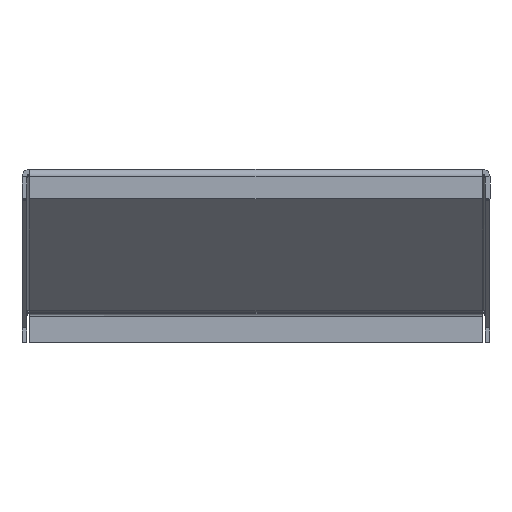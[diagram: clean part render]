
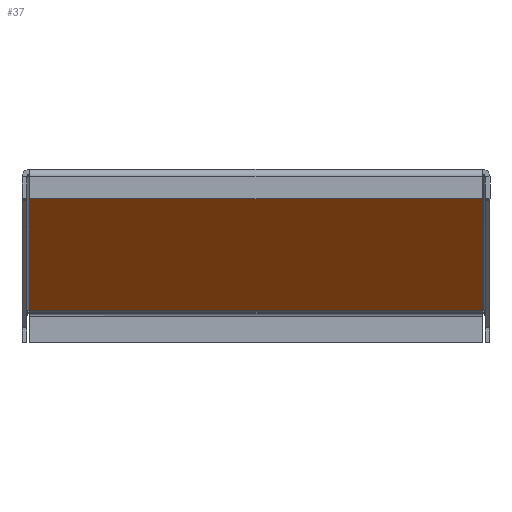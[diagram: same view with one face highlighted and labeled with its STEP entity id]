
A CAD part, top view. The second image highlights one B-rep face of the part: STEP entity #37.
In plain terms, the highlighted planar face has unit normal (0, -0.707, 0.707).
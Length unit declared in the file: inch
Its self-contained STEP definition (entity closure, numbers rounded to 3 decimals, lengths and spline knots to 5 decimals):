
#25 = CARTESIAN_POINT ( 'NONE',  ( 2.875, 2.2157, -1.5963 ) ) ;
#37 = ADVANCED_FACE ( 'NONE', ( #681 ), #1521, .F. ) ;
#151 = VECTOR ( 'NONE', #2525, 39.37008 ) ;
#328 = EDGE_CURVE ( 'NONE', #1049, #2750, #2105, .T. ) ;
#330 = CARTESIAN_POINT ( 'NONE',  ( 2.875, 3.92675, 0.11475 ) ) ;
#416 = EDGE_CURVE ( 'NONE', #1469, #1096, #1709, .T. ) ;
#437 = CARTESIAN_POINT ( 'NONE',  ( 2.875, 1.89295, -1.91905 ) ) ;
#457 = DIRECTION ( 'NONE',  ( 1., 0., 0. ) ) ;
#505 = CARTESIAN_POINT ( 'NONE',  ( -2.875, 3.92675, 0.11475 ) ) ;
#681 = FACE_OUTER_BOUND ( 'NONE', #1187, .T. ) ;
#702 = LINE ( 'NONE', #505, #1954 ) ;
#850 = ORIENTED_EDGE ( 'NONE', *, *, #1333, .F. ) ;
#962 = AXIS2_PLACEMENT_3D ( 'NONE', #1700, #2568, #2361 ) ;
#1049 = VERTEX_POINT ( 'NONE', #1573 ) ;
#1055 = DIRECTION ( 'NONE',  ( 0., -0.707, -0.707 ) ) ;
#1068 = CARTESIAN_POINT ( 'NONE',  ( -2.875, 1.89295, -1.91905 ) ) ;
#1096 = VERTEX_POINT ( 'NONE', #330 ) ;
#1187 = EDGE_LOOP ( 'NONE', ( #850, #2353, #1804, #1565 ) ) ;
#1333 = EDGE_CURVE ( 'NONE', #1049, #1096, #702, .T. ) ;
#1469 = VERTEX_POINT ( 'NONE', #25 ) ;
#1521 = PLANE ( 'NONE',  #962 ) ;
#1565 = ORIENTED_EDGE ( 'NONE', *, *, #416, .T. ) ;
#1573 = CARTESIAN_POINT ( 'NONE',  ( -2.875, 3.92675, 0.11475 ) ) ;
#1700 = CARTESIAN_POINT ( 'NONE',  ( 0., 1.89295, -1.91905 ) ) ;
#1703 = EDGE_CURVE ( 'NONE', #1469, #2750, #1972, .T. ) ;
#1709 = LINE ( 'NONE', #437, #1725 ) ;
#1725 = VECTOR ( 'NONE', #1914, 39.37008 ) ;
#1791 = CARTESIAN_POINT ( 'NONE',  ( -2.875, 2.2157, -1.5963 ) ) ;
#1804 = ORIENTED_EDGE ( 'NONE', *, *, #1703, .F. ) ;
#1914 = DIRECTION ( 'NONE',  ( 0., 0.707, 0.707 ) ) ;
#1954 = VECTOR ( 'NONE', #457, 39.37008 ) ;
#1972 = LINE ( 'NONE', #2075, #151 ) ;
#2075 = CARTESIAN_POINT ( 'NONE',  ( -2.875, 2.2157, -1.5963 ) ) ;
#2105 = LINE ( 'NONE', #1068, #2637 ) ;
#2353 = ORIENTED_EDGE ( 'NONE', *, *, #328, .T. ) ;
#2361 = DIRECTION ( 'NONE',  ( 0., 0.707, 0.707 ) ) ;
#2525 = DIRECTION ( 'NONE',  ( -1., 0., 0. ) ) ;
#2568 = DIRECTION ( 'NONE',  ( 0., 0.707, -0.707 ) ) ;
#2637 = VECTOR ( 'NONE', #1055, 39.37008 ) ;
#2750 = VERTEX_POINT ( 'NONE', #1791 ) ;
